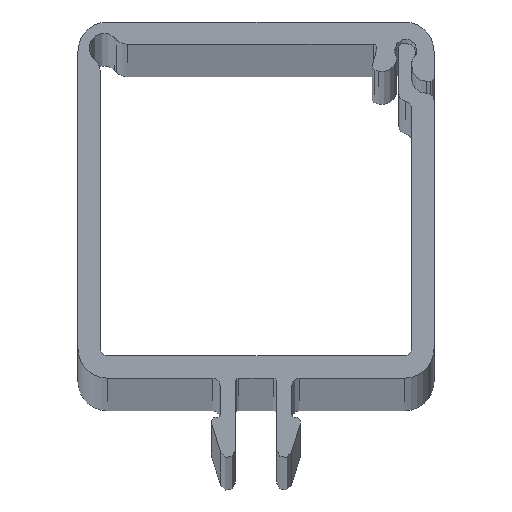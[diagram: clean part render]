
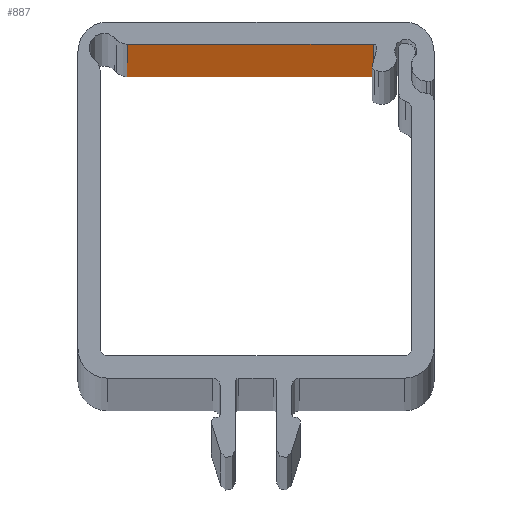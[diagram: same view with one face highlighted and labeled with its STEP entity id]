
A CAD part, top view. The second image highlights one B-rep face of the part: STEP entity #887.
In plain terms, the highlighted planar face has unit normal (0, -1, 0).
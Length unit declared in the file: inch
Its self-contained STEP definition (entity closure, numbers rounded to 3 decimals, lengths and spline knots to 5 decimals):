
#39 = CARTESIAN_POINT ( 'NONE',  ( 0.53189, 1.3081, 78.74016 ) ) ;
#87 = DIRECTION ( 'NONE',  ( 1., 0., 0. ) ) ;
#189 = VECTOR ( 'NONE', #713, 39.37008 ) ;
#205 = ORIENTED_EDGE ( 'NONE', *, *, #541, .T. ) ;
#276 = PLANE ( 'NONE',  #295 ) ;
#295 = AXIS2_PLACEMENT_3D ( 'NONE', #1410, #1785, #87 ) ;
#311 = ORIENTED_EDGE ( 'NONE', *, *, #842, .T. ) ;
#336 = DIRECTION ( 'NONE',  ( 0., 0., -1. ) ) ;
#385 = VERTEX_POINT ( 'NONE', #1980 ) ;
#441 = CARTESIAN_POINT ( 'NONE',  ( 0.53189, 1.3081, 0. ) ) ;
#497 = VERTEX_POINT ( 'NONE', #441 ) ;
#501 = LINE ( 'NONE', #1814, #189 ) ;
#512 = LINE ( 'NONE', #723, #1062 ) ;
#513 = EDGE_CURVE ( 'NONE', #385, #672, #512, .T. ) ;
#541 = EDGE_CURVE ( 'NONE', #385, #1424, #501, .T. ) ;
#603 = EDGE_CURVE ( 'NONE', #672, #497, #2200, .T. ) ;
#643 = DIRECTION ( 'NONE',  ( 1., 0., 0. ) ) ;
#660 = EDGE_LOOP ( 'NONE', ( #311, #2355, #1911, #205 ) ) ;
#672 = VERTEX_POINT ( 'NONE', #39 ) ;
#673 = FACE_OUTER_BOUND ( 'NONE', #660, .T. ) ;
#713 = DIRECTION ( 'NONE',  ( 0., 0., -1. ) ) ;
#723 = CARTESIAN_POINT ( 'NONE',  ( -0.50358, 1.3081, 78.74016 ) ) ;
#842 = EDGE_CURVE ( 'NONE', #1424, #497, #1809, .T. ) ;
#887 = ADVANCED_FACE ( 'NONE', ( #673 ), #276, .F. ) ;
#919 = CARTESIAN_POINT ( 'NONE',  ( -0.50358, 1.3081, 0. ) ) ;
#1062 = VECTOR ( 'NONE', #1319, 39.37008 ) ;
#1076 = CARTESIAN_POINT ( 'NONE',  ( 0.53189, 1.3081, 78.74016 ) ) ;
#1319 = DIRECTION ( 'NONE',  ( 1., 0., 0. ) ) ;
#1410 = CARTESIAN_POINT ( 'NONE',  ( -0.50358, 1.3081, 78.74016 ) ) ;
#1424 = VERTEX_POINT ( 'NONE', #919 ) ;
#1785 = DIRECTION ( 'NONE',  ( 0., 1., 0. ) ) ;
#1809 = LINE ( 'NONE', #2379, #2117 ) ;
#1814 = CARTESIAN_POINT ( 'NONE',  ( -0.50358, 1.3081, 78.74016 ) ) ;
#1911 = ORIENTED_EDGE ( 'NONE', *, *, #513, .F. ) ;
#1980 = CARTESIAN_POINT ( 'NONE',  ( -0.50358, 1.3081, 78.74016 ) ) ;
#2058 = VECTOR ( 'NONE', #336, 39.37008 ) ;
#2117 = VECTOR ( 'NONE', #643, 39.37008 ) ;
#2200 = LINE ( 'NONE', #1076, #2058 ) ;
#2355 = ORIENTED_EDGE ( 'NONE', *, *, #603, .F. ) ;
#2379 = CARTESIAN_POINT ( 'NONE',  ( -0.50358, 1.3081, 0. ) ) ;
